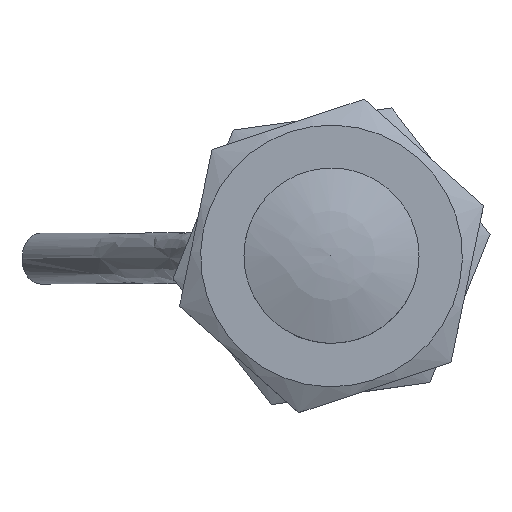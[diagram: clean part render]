
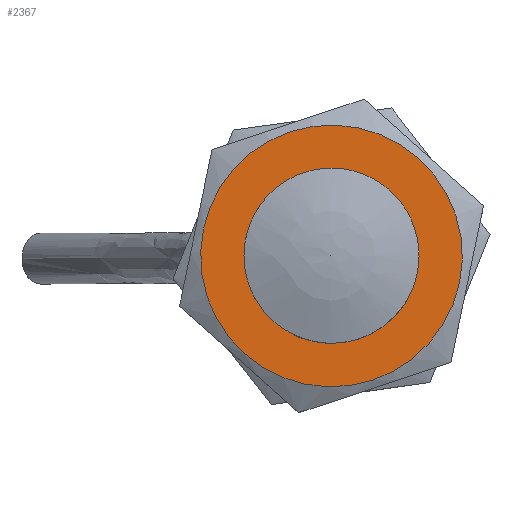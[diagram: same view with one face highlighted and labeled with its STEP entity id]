
A CAD part, top view. The second image highlights one B-rep face of the part: STEP entity #2367.
In plain terms, the highlighted planar face has unit normal (0, 0, 1).
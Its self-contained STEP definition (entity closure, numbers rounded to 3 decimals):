
#2336=CARTESIAN_POINT('',(9.025,-0.001,4.0));
#2337=VERTEX_POINT('',#2336);
#2338=CARTESIAN_POINT('',(0.055,-0.001,4.0));
#2339=DIRECTION('',(0.0,0.0,-1.0));
#2340=DIRECTION('',(-1.0,0.0,0.0));
#2341=AXIS2_PLACEMENT_3D('',#2338,#2339,#2340);
#2342=CIRCLE('',#2341,8.97);
#2343=EDGE_CURVE('',#2337,#2337,#2342,.T.);
#2348=CARTESIAN_POINT('',(0.055,-0.001,4.0));
#2349=DIRECTION('',(0.0,0.0,-1.0));
#2350=DIRECTION('',(-1.0,0.0,0.0));
#2351=AXIS2_PLACEMENT_3D('',#2348,#2349,#2350);
#2352=PLANE('',#2351);
#2353=ORIENTED_EDGE('',*,*,#2343,.F.);
#2354=EDGE_LOOP('',(#2353));
#2355=FACE_OUTER_BOUND('',#2354,.T.);
#2356=CARTESIAN_POINT('',(6.055,-0.001,4.0));
#2357=VERTEX_POINT('',#2356);
#2358=CARTESIAN_POINT('',(0.055,-0.001,4.0));
#2359=DIRECTION('',(0.0,0.0,-1.0));
#2360=DIRECTION('',(-1.0,0.0,0.0));
#2361=AXIS2_PLACEMENT_3D('',#2358,#2359,#2360);
#2362=CIRCLE('',#2361,6.);
#2363=EDGE_CURVE('',#2357,#2357,#2362,.T.);
#2364=ORIENTED_EDGE('',*,*,#2363,.T.);
#2365=EDGE_LOOP('',(#2364));
#2366=FACE_BOUND('',#2365,.T.);
#2367=ADVANCED_FACE('',(#2355,#2366),#2352,.F.);
